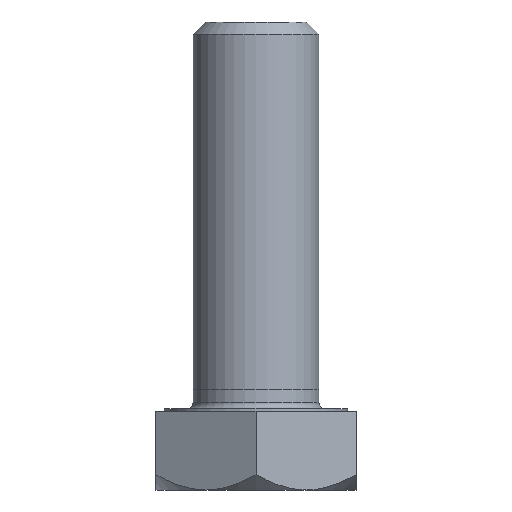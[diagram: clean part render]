
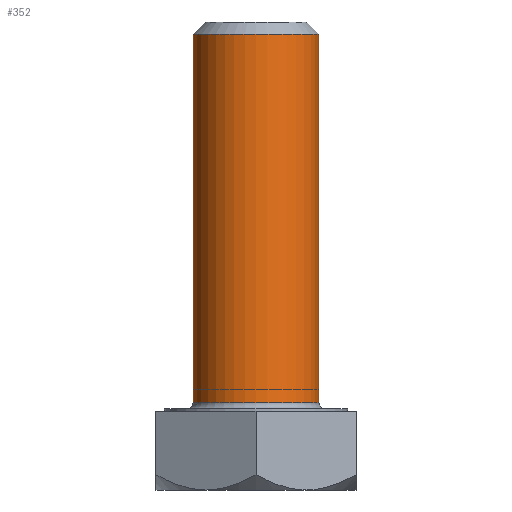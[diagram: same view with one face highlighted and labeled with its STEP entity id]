
A CAD part, front view. The second image highlights one B-rep face of the part: STEP entity #352.
In plain terms, the highlighted cylindrical face has radius 4 mm (diameter 8 mm), a partial arc.
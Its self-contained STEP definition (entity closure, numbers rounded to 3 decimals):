
#1=CARTESIAN_POINT('',(0.,0.,23.813));
#2=DIRECTION('',(0.,0.,-1.));
#3=DIRECTION('',(1.,0.,0.));
#4=AXIS2_PLACEMENT_3D('',#1,#2,#3);
#19=DIRECTION('',(0.,0.,-1.));
#20=VECTOR('',#19,23.413);
#21=CARTESIAN_POINT('',(4.,0.,23.813));
#22=LINE('',#21,#20);
#23=DIRECTION('',(0.,0.,-1.));
#24=VECTOR('',#23,23.413);
#25=CARTESIAN_POINT('',(-4.,0.,23.813));
#26=LINE('',#25,#24);
#52=CARTESIAN_POINT('',(0.,0.,0.4));
#53=DIRECTION('',(0.,0.,-1.));
#54=DIRECTION('',(1.,0.,0.));
#55=AXIS2_PLACEMENT_3D('',#52,#53,#54);
#257=CARTESIAN_POINT('',(4.,0.,0.4));
#259=VERTEX_POINT('',#257);
#261=CARTESIAN_POINT('',(-4.,0.,0.4));
#263=VERTEX_POINT('',#261);
#285=CARTESIAN_POINT('',(4.,0.,23.813));
#286=CARTESIAN_POINT('',(-4.,0.,23.813));
#287=VERTEX_POINT('',#285);
#288=VERTEX_POINT('',#286);
#338=CARTESIAN_POINT('',(0.,0.,-1.387));
#339=DIRECTION('',(0.,0.,1.));
#340=DIRECTION('',(-1.,0.,0.));
#341=AXIS2_PLACEMENT_3D('',#338,#339,#340);
#342=CYLINDRICAL_SURFACE('',#341,4.);
#344=ORIENTED_EDGE('',*,*,#343,.T.);
#346=ORIENTED_EDGE('',*,*,#345,.T.);
#348=ORIENTED_EDGE('',*,*,#347,.F.);
#349=ORIENTED_EDGE('',*,*,#328,.F.);
#350=EDGE_LOOP('',(#344,#346,#348,#349));
#351=FACE_OUTER_BOUND('',#350,.F.);
#352=ADVANCED_FACE('',(#351),#342,.T.);
#5=CIRCLE('',#4,4.);
#56=CIRCLE('',#55,4.);
#328=EDGE_CURVE('',#287,#288,#5,.T.);
#343=EDGE_CURVE('',#287,#259,#22,.T.);
#345=EDGE_CURVE('',#259,#263,#56,.T.);
#347=EDGE_CURVE('',#288,#263,#26,.T.);
